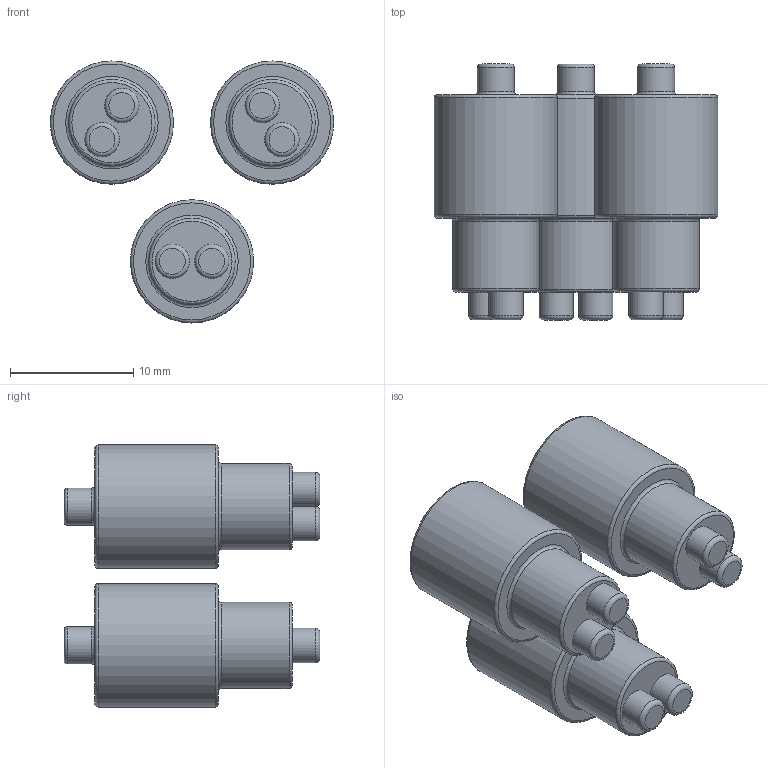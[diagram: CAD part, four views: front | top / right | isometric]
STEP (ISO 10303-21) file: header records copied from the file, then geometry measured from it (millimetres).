
FILE_DESCRIPTION(('FreeCAD Model'),'2;1');
FILE_NAME('Open CASCADE Shape Model','2025-01-14T14:20:05',(''),(''), 'Open CASCADE STEP processor 7.7','FreeCAD','Unknown');
FILE_SCHEMA(('AUTOMOTIVE_DESIGN { 1 0 10303 214 1 1 1 1 }'));
Length unit declared in the file: millimetre
Products named in the file (7): patch_assembly v7; optode v006; optode v3; optode v004; optode v005; optode v010; optode v014
Assembly tree (12 placements, depth 3):
  patch_assembly v7
    optode v006
      optode v3
      optode v004
      optode v005
    optode v010
      optode v3
      optode v004
      optode v005
    optode v014
      optode v3
      optode v004
      optode v005
Bounding box: 23 x 20.75 x 21.26 mm (x, y, z)
Volume: 3181.3 mm3; surface area: 2657.4 mm2
Topology: 9 solids, 9 shells, 75 faces, 132 edges, 87 vertices
Faces by surface type: plane 30, torus 24, cylinder 21
Full cylindrical faces by diameter (mm): 2.8 x12, 3 x3, 7 x3, 10 x3
Entity records: 960 total; most frequent: DIRECTION 157, CARTESIAN_POINT 111, ORIENTED_EDGE 88, AXIS2_PLACEMENT_3D 75, EDGE_CURVE 44, CIRCLE 37, FACE_BOUND 29, EDGE_LOOP 29
